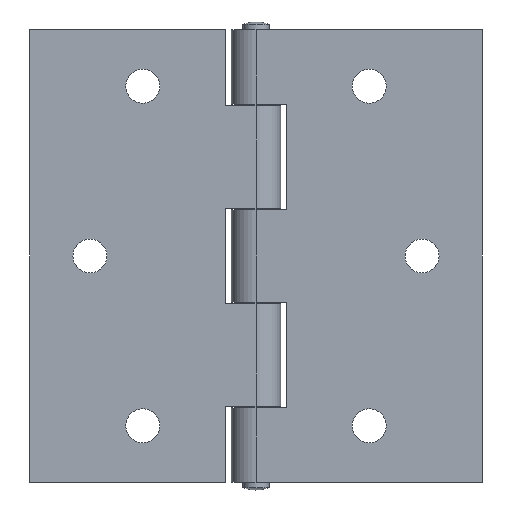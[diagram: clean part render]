
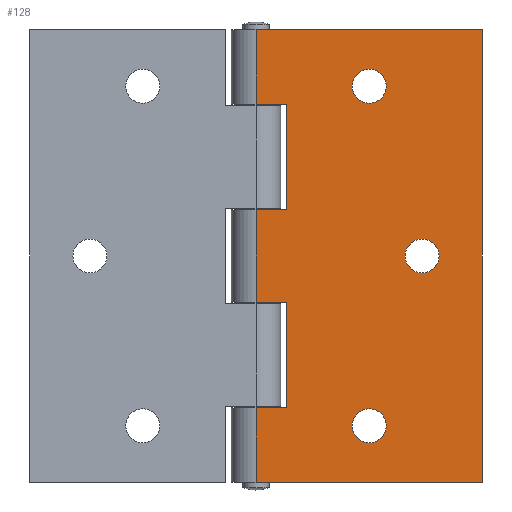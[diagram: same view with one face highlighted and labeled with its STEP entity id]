
A CAD part, front view. The second image highlights one B-rep face of the part: STEP entity #128.
In plain terms, the highlighted planar face has unit normal (0, -1, 0).
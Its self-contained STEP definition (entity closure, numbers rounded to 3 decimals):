
#128 = ADVANCED_FACE( '', ( #283, #284, #285, #286 ), #287, .F. );
#283 = FACE_BOUND( '', #442, .T. );
#284 = FACE_BOUND( '', #443, .T. );
#285 = FACE_BOUND( '', #444, .T. );
#286 = FACE_OUTER_BOUND( '', #445, .T. );
#287 = PLANE( '', #446 );
#442 = EDGE_LOOP( '', ( #776 ) );
#443 = EDGE_LOOP( '', ( #777 ) );
#444 = EDGE_LOOP( '', ( #778 ) );
#445 = EDGE_LOOP( '', ( #779, #780, #781, #782, #783, #784, #785, #786, #787, #788, #789, #790 ) );
#446 = AXIS2_PLACEMENT_3D( '', #791, #792, #793 );
#776 = ORIENTED_EDGE( '', *, *, #1004, .F. );
#777 = ORIENTED_EDGE( '', *, *, #1013, .F. );
#778 = ORIENTED_EDGE( '', *, *, #1016, .F. );
#779 = ORIENTED_EDGE( '', *, *, #932, .T. );
#780 = ORIENTED_EDGE( '', *, *, #973, .T. );
#781 = ORIENTED_EDGE( '', *, *, #924, .F. );
#782 = ORIENTED_EDGE( '', *, *, #1021, .F. );
#783 = ORIENTED_EDGE( '', *, *, #1022, .T. );
#784 = ORIENTED_EDGE( '', *, *, #984, .F. );
#785 = ORIENTED_EDGE( '', *, *, #1019, .F. );
#786 = ORIENTED_EDGE( '', *, *, #1023, .T. );
#787 = ORIENTED_EDGE( '', *, *, #1009, .T. );
#788 = ORIENTED_EDGE( '', *, *, #963, .F. );
#789 = ORIENTED_EDGE( '', *, *, #922, .F. );
#790 = ORIENTED_EDGE( '', *, *, #1024, .T. );
#791 = CARTESIAN_POINT( '', ( 0., -3.25, -20.1 ) );
#792 = DIRECTION( '', ( 0., 1., 0. ) );
#793 = DIRECTION( '', ( 0., 0., 1. ) );
#922 = EDGE_CURVE( '', #1113, #1108, #1115, .T. );
#924 = EDGE_CURVE( '', #1117, #1118, #1119, .T. );
#932 = EDGE_CURVE( '', #1131, #1129, #1132, .T. );
#963 = EDGE_CURVE( '', #1108, #1181, #1182, .T. );
#973 = EDGE_CURVE( '', #1129, #1118, #1195, .T. );
#984 = EDGE_CURVE( '', #1209, #1207, #1211, .T. );
#1004 = EDGE_CURVE( '', #1238, #1238, #1239, .T. );
#1009 = EDGE_CURVE( '', #1244, #1181, #1245, .T. );
#1013 = EDGE_CURVE( '', #1249, #1249, #1250, .T. );
#1016 = EDGE_CURVE( '', #1253, #1253, #1254, .T. );
#1019 = EDGE_CURVE( '', #1256, #1209, #1258, .T. );
#1021 = EDGE_CURVE( '', #1260, #1117, #1261, .T. );
#1022 = EDGE_CURVE( '', #1260, #1207, #1262, .T. );
#1023 = EDGE_CURVE( '', #1256, #1244, #1263, .T. );
#1024 = EDGE_CURVE( '', #1113, #1131, #1264, .T. );
#1108 = VERTEX_POINT( '', #1365 );
#1113 = VERTEX_POINT( '', #1373 );
#1115 = LINE( '', #1375, #1376 );
#1117 = VERTEX_POINT( '', #1378 );
#1118 = VERTEX_POINT( '', #1379 );
#1119 = LINE( '', #1380, #1381 );
#1129 = VERTEX_POINT( '', #1395 );
#1131 = VERTEX_POINT( '', #1398 );
#1132 = LINE( '', #1399, #1400 );
#1181 = VERTEX_POINT( '', #1468 );
#1182 = LINE( '', #1469, #1470 );
#1195 = LINE( '', #1489, #1490 );
#1207 = VERTEX_POINT( '', #1506 );
#1209 = VERTEX_POINT( '', #1509 );
#1211 = LINE( '', #1512, #1513 );
#1238 = VERTEX_POINT( '', #1551 );
#1239 = CIRCLE( '', #1552, 2.25 );
#1244 = VERTEX_POINT( '', #1558 );
#1245 = LINE( '', #1559, #1560 );
#1249 = VERTEX_POINT( '', #1564 );
#1250 = CIRCLE( '', #1565, 2.25 );
#1253 = VERTEX_POINT( '', #1568 );
#1254 = CIRCLE( '', #1569, 2.25 );
#1256 = VERTEX_POINT( '', #1571 );
#1258 = LINE( '', #1573, #1574 );
#1260 = VERTEX_POINT( '', #1576 );
#1261 = LINE( '', #1577, #1578 );
#1262 = LINE( '', #1579, #1580 );
#1263 = LINE( '', #1581, #1582 );
#1264 = LINE( '', #1583, #1584 );
#1365 = CARTESIAN_POINT( '', ( 4., -3.25, -20.1 ) );
#1373 = CARTESIAN_POINT( '', ( 0., -3.25, -20.1 ) );
#1375 = CARTESIAN_POINT( '', ( 0., -3.25, -20.1 ) );
#1376 = VECTOR( '', #1667, 1000. );
#1378 = CARTESIAN_POINT( '', ( 0., -3.25, 30. ) );
#1379 = CARTESIAN_POINT( '', ( 30., -3.25, 30. ) );
#1380 = CARTESIAN_POINT( '', ( 0., -3.25, 30. ) );
#1381 = VECTOR( '', #1668, 1000. );
#1395 = CARTESIAN_POINT( '', ( 30., -3.25, -30. ) );
#1398 = CARTESIAN_POINT( '', ( 0., -3.25, -30. ) );
#1399 = CARTESIAN_POINT( '', ( 0., -3.25, -30. ) );
#1400 = VECTOR( '', #1677, 1000. );
#1468 = CARTESIAN_POINT( '', ( 4., -3.25, -6.1 ) );
#1469 = CARTESIAN_POINT( '', ( 4., -3.25, -30. ) );
#1470 = VECTOR( '', #1718, 1000. );
#1489 = CARTESIAN_POINT( '', ( 30., -3.25, 20.1 ) );
#1490 = VECTOR( '', #1725, 1000. );
#1506 = CARTESIAN_POINT( '', ( 4., -3.25, 20.1 ) );
#1509 = CARTESIAN_POINT( '', ( 4., -3.25, 6.1 ) );
#1512 = CARTESIAN_POINT( '', ( 4., -3.25, -30. ) );
#1513 = VECTOR( '', #1735, 1000. );
#1551 = CARTESIAN_POINT( '', ( 22., -3.25, -2.25 ) );
#1552 = AXIS2_PLACEMENT_3D( '', #1753, #1754, #1755 );
#1558 = CARTESIAN_POINT( '', ( 0., -3.25, -6.1 ) );
#1559 = CARTESIAN_POINT( '', ( 0., -3.25, -6.1 ) );
#1560 = VECTOR( '', #1757, 1000. );
#1564 = CARTESIAN_POINT( '', ( 15., -3.25, 20.25 ) );
#1565 = AXIS2_PLACEMENT_3D( '', #1761, #1762, #1763 );
#1568 = CARTESIAN_POINT( '', ( 15., -3.25, -24.75 ) );
#1569 = AXIS2_PLACEMENT_3D( '', #1764, #1765, #1766 );
#1571 = CARTESIAN_POINT( '', ( 0., -3.25, 6.1 ) );
#1573 = CARTESIAN_POINT( '', ( 0., -3.25, 6.1 ) );
#1574 = VECTOR( '', #1770, 1000. );
#1576 = CARTESIAN_POINT( '', ( 0., -3.25, 20.1 ) );
#1577 = CARTESIAN_POINT( '', ( 0., -3.25, 20.1 ) );
#1578 = VECTOR( '', #1771, 1000. );
#1579 = CARTESIAN_POINT( '', ( 0., -3.25, 20.1 ) );
#1580 = VECTOR( '', #1772, 1000. );
#1581 = CARTESIAN_POINT( '', ( 0., -3.25, 6.1 ) );
#1582 = VECTOR( '', #1773, 1000. );
#1583 = CARTESIAN_POINT( '', ( 0., -3.25, -20.1 ) );
#1584 = VECTOR( '', #1774, 1000. );
#1667 = DIRECTION( '', ( 1., 0., 0. ) );
#1668 = DIRECTION( '', ( 1., 0., 0. ) );
#1677 = DIRECTION( '', ( 1., 0., 0. ) );
#1718 = DIRECTION( '', ( 0., 0., 1. ) );
#1725 = DIRECTION( '', ( 0., 0., 1. ) );
#1735 = DIRECTION( '', ( 0., 0., 1. ) );
#1753 = CARTESIAN_POINT( '', ( 22., -3.25, 0. ) );
#1754 = DIRECTION( '', ( 0., -1., 0. ) );
#1755 = DIRECTION( '', ( 0., 0., -1. ) );
#1757 = DIRECTION( '', ( 1., 0., 0. ) );
#1761 = CARTESIAN_POINT( '', ( 15., -3.25, 22.5 ) );
#1762 = DIRECTION( '', ( 0., -1., 0. ) );
#1763 = DIRECTION( '', ( 0., 0., -1. ) );
#1764 = CARTESIAN_POINT( '', ( 15., -3.25, -22.5 ) );
#1765 = DIRECTION( '', ( 0., -1., 0. ) );
#1766 = DIRECTION( '', ( 0., 0., -1. ) );
#1770 = DIRECTION( '', ( 1., 0., 0. ) );
#1771 = DIRECTION( '', ( 0., 0., 1. ) );
#1772 = DIRECTION( '', ( 1., 0., 0. ) );
#1773 = DIRECTION( '', ( 0., 0., -1. ) );
#1774 = DIRECTION( '', ( 0., 0., -1. ) );
